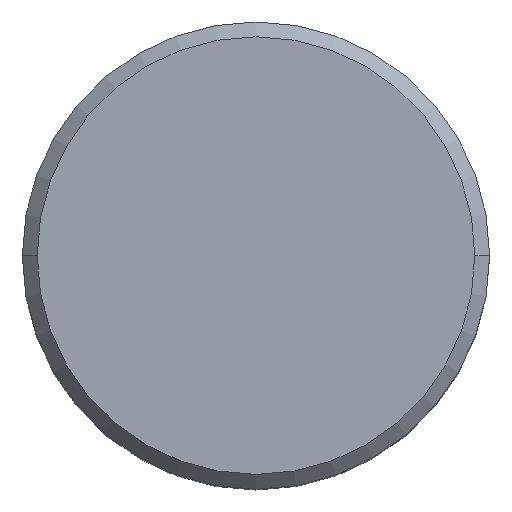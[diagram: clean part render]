
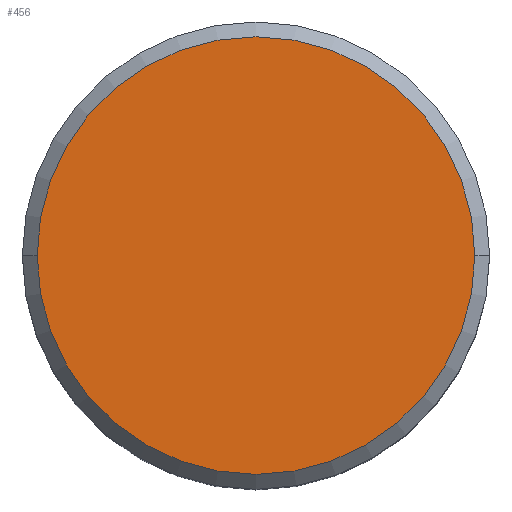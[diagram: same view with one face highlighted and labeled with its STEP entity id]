
A CAD part, top view. The second image highlights one B-rep face of the part: STEP entity #456.
In plain terms, the highlighted planar face has unit normal (0, 0, 1).
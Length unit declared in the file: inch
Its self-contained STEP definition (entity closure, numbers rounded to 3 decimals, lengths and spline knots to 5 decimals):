
#32 = CARTESIAN_POINT ( 'NONE',  ( 0.2212, 0., 0. ) ) ;
#34 = FACE_OUTER_BOUND ( 'NONE', #224, .T. ) ;
#43 = AXIS2_PLACEMENT_3D ( 'NONE', #208, #349, #464 ) ;
#69 = PLANE ( 'NONE',  #43 ) ;
#71 = CARTESIAN_POINT ( 'NONE',  ( 0., 0., 0. ) ) ;
#90 = ORIENTED_EDGE ( 'NONE', *, *, #197, .T. ) ;
#97 = CIRCLE ( 'NONE', #188, 0.2212 ) ;
#103 = DIRECTION ( 'NONE',  ( 1., 0., 0. ) ) ;
#158 = ORIENTED_EDGE ( 'NONE', *, *, #325, .T. ) ;
#188 = AXIS2_PLACEMENT_3D ( 'NONE', #422, #382, #103 ) ;
#197 = EDGE_CURVE ( 'NONE', #436, #404, #222, .T. ) ;
#208 = CARTESIAN_POINT ( 'NONE',  ( 0., 0.2212, 0. ) ) ;
#212 = DIRECTION ( 'NONE',  ( 1., 0., 0. ) ) ;
#222 = CIRCLE ( 'NONE', #331, 0.2212 ) ;
#224 = EDGE_LOOP ( 'NONE', ( #90, #158 ) ) ;
#280 = CARTESIAN_POINT ( 'NONE',  ( -0.2212, 0., 0. ) ) ;
#282 = DIRECTION ( 'NONE',  ( 0., 0., 1. ) ) ;
#325 = EDGE_CURVE ( 'NONE', #404, #436, #97, .T. ) ;
#331 = AXIS2_PLACEMENT_3D ( 'NONE', #71, #282, #212 ) ;
#349 = DIRECTION ( 'NONE',  ( 0., 0., -1. ) ) ;
#382 = DIRECTION ( 'NONE',  ( 0., 0., 1. ) ) ;
#404 = VERTEX_POINT ( 'NONE', #32 ) ;
#422 = CARTESIAN_POINT ( 'NONE',  ( 0., 0., 0. ) ) ;
#436 = VERTEX_POINT ( 'NONE', #280 ) ;
#456 = ADVANCED_FACE ( 'NONE', ( #34 ), #69, .F. ) ;
#464 = DIRECTION ( 'NONE',  ( -1., 0., 0. ) ) ;
